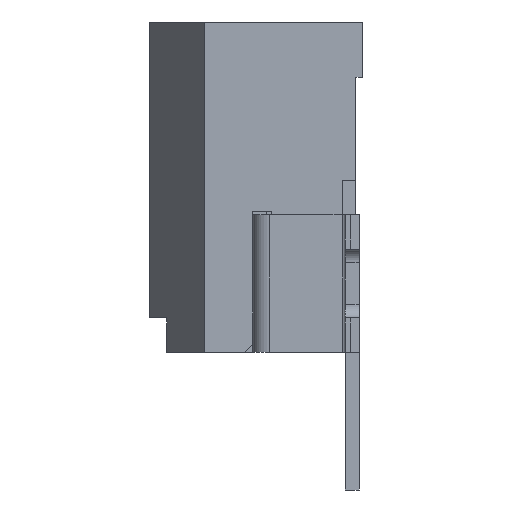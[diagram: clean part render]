
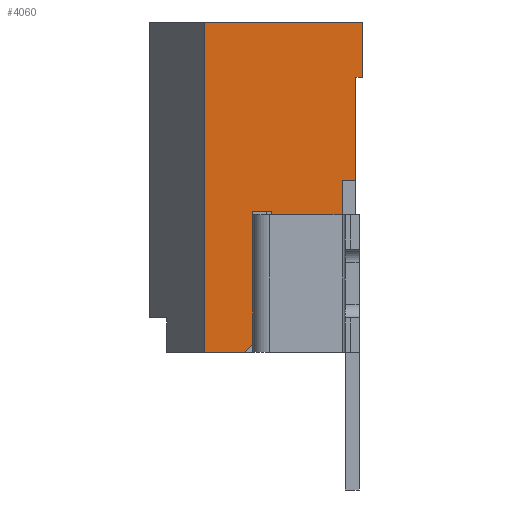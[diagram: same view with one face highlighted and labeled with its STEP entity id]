
A CAD part, left-side view. The second image highlights one B-rep face of the part: STEP entity #4060.
In plain terms, the highlighted planar face has unit normal (-1, 0, 0).
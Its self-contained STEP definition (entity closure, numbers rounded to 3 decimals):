
#1=DIRECTION('',(0.,0.,1.));
#2=VECTOR('',#1,0.05);
#3=CARTESIAN_POINT('',(-5.9,1.6,2.));
#4=LINE('',#3,#2);
#5=DIRECTION('',(0.,0.,1.));
#6=VECTOR('',#5,1.88);
#7=CARTESIAN_POINT('',(-5.9,1.6,0.12));
#8=LINE('',#7,#6);
#9=DIRECTION('',(0.,1.,0.));
#10=VECTOR('',#9,0.58);
#11=CARTESIAN_POINT('',(-5.9,1.72,0.));
#12=LINE('',#11,#10);
#13=DIRECTION('',(0.,0.,-1.));
#14=VECTOR('',#13,4.8);
#15=CARTESIAN_POINT('',(-5.9,2.3,4.8));
#16=LINE('',#15,#14);
#17=DIRECTION('',(0.,-1.,0.));
#18=VECTOR('',#17,2.3);
#19=CARTESIAN_POINT('',(-5.9,2.3,4.8));
#20=LINE('',#19,#18);
#21=DIRECTION('',(0.,0.,-1.));
#22=VECTOR('',#21,0.8);
#23=CARTESIAN_POINT('',(-5.9,0.,4.8));
#24=LINE('',#23,#22);
#25=DIRECTION('',(0.,1.,0.));
#26=VECTOR('',#25,0.1);
#27=CARTESIAN_POINT('',(-5.9,0.,4.));
#28=LINE('',#27,#26);
#29=DIRECTION('',(0.,0.,-1.));
#30=VECTOR('',#29,1.5);
#31=CARTESIAN_POINT('',(-5.9,0.1,4.));
#32=LINE('',#31,#30);
#33=DIRECTION('',(0.,1.,0.));
#34=VECTOR('',#33,0.2);
#35=CARTESIAN_POINT('',(-5.9,0.1,2.5));
#36=LINE('',#35,#34);
#37=DIRECTION('',(0.,0.,1.));
#38=VECTOR('',#37,2.5);
#39=CARTESIAN_POINT('',(-5.9,0.3,0.));
#40=LINE('',#39,#38);
#41=DIRECTION('',(0.,1.,0.));
#42=VECTOR('',#41,1.02);
#43=CARTESIAN_POINT('',(-5.9,0.3,0.));
#44=LINE('',#43,#42);
#45=DIRECTION('',(0.,0.,1.));
#46=VECTOR('',#45,2.05);
#47=CARTESIAN_POINT('',(-5.9,1.32,0.));
#48=LINE('',#47,#46);
#49=DIRECTION('',(0.,1.,0.));
#50=VECTOR('',#49,0.28);
#51=CARTESIAN_POINT('',(-5.9,1.32,2.05));
#52=LINE('',#51,#50);
#3005=DIRECTION('',(0.,-0.707,0.707));
#3006=VECTOR('',#3005,0.17);
#3007=CARTESIAN_POINT('',(-5.9,1.72,0.));
#3008=LINE('',#3007,#3006);
#3069=CARTESIAN_POINT('',(-5.9,0.,4.8));
#3070=CARTESIAN_POINT('',(-5.9,0.,4.));
#3071=VERTEX_POINT('',#3069);
#3072=VERTEX_POINT('',#3070);
#3073=CARTESIAN_POINT('',(-5.9,0.1,4.));
#3074=VERTEX_POINT('',#3073);
#3083=CARTESIAN_POINT('',(-5.9,2.3,4.8));
#3084=CARTESIAN_POINT('',(-5.9,2.3,0.));
#3085=VERTEX_POINT('',#3083);
#3086=VERTEX_POINT('',#3084);
#3165=CARTESIAN_POINT('',(-5.9,1.32,2.05));
#3166=CARTESIAN_POINT('',(-5.9,1.6,2.05));
#3167=VERTEX_POINT('',#3165);
#3168=VERTEX_POINT('',#3166);
#3169=CARTESIAN_POINT('',(-5.9,1.32,0.));
#3170=VERTEX_POINT('',#3169);
#3185=CARTESIAN_POINT('',(-5.9,1.72,0.));
#3187=VERTEX_POINT('',#3185);
#3223=CARTESIAN_POINT('',(-5.9,1.6,2.));
#3225=VERTEX_POINT('',#3223);
#3235=CARTESIAN_POINT('',(-5.9,1.6,0.12));
#3236=VERTEX_POINT('',#3235);
#3289=CARTESIAN_POINT('',(-5.9,0.1,2.5));
#3290=CARTESIAN_POINT('',(-5.9,0.3,2.5));
#3291=VERTEX_POINT('',#3289);
#3292=VERTEX_POINT('',#3290);
#3293=CARTESIAN_POINT('',(-5.9,0.3,0.));
#3294=VERTEX_POINT('',#3293);
#4025=CARTESIAN_POINT('',(-5.9,0.,0.));
#4026=DIRECTION('',(1.,0.,0.));
#4027=DIRECTION('',(0.,0.,-1.));
#4028=AXIS2_PLACEMENT_3D('',#4025,#4026,#4027);
#4029=PLANE('',#4028);
#4031=ORIENTED_EDGE('',*,*,#4030,.F.);
#4033=ORIENTED_EDGE('',*,*,#4032,.F.);
#4035=ORIENTED_EDGE('',*,*,#4034,.F.);
#4037=ORIENTED_EDGE('',*,*,#4036,.T.);
#4039=ORIENTED_EDGE('',*,*,#4038,.F.);
#4041=ORIENTED_EDGE('',*,*,#4040,.T.);
#4043=ORIENTED_EDGE('',*,*,#4042,.T.);
#4045=ORIENTED_EDGE('',*,*,#4044,.T.);
#4047=ORIENTED_EDGE('',*,*,#4046,.T.);
#4049=ORIENTED_EDGE('',*,*,#4048,.T.);
#4051=ORIENTED_EDGE('',*,*,#4050,.F.);
#4053=ORIENTED_EDGE('',*,*,#4052,.T.);
#4055=ORIENTED_EDGE('',*,*,#4054,.T.);
#4057=ORIENTED_EDGE('',*,*,#4056,.T.);
#4058=EDGE_LOOP('',(#4031,#4033,#4035,#4037,#4039,#4041,#4043,#4045,#4047,#4049,
#4051,#4053,#4055,#4057));
#4059=FACE_OUTER_BOUND('',#4058,.F.);
#4060=ADVANCED_FACE('',(#4059),#4029,.F.);
#4030=EDGE_CURVE('',#3225,#3168,#4,.T.);
#4032=EDGE_CURVE('',#3236,#3225,#8,.T.);
#4034=EDGE_CURVE('',#3187,#3236,#3008,.T.);
#4036=EDGE_CURVE('',#3187,#3086,#12,.T.);
#4038=EDGE_CURVE('',#3085,#3086,#16,.T.);
#4040=EDGE_CURVE('',#3085,#3071,#20,.T.);
#4042=EDGE_CURVE('',#3071,#3072,#24,.T.);
#4044=EDGE_CURVE('',#3072,#3074,#28,.T.);
#4046=EDGE_CURVE('',#3074,#3291,#32,.T.);
#4048=EDGE_CURVE('',#3291,#3292,#36,.T.);
#4050=EDGE_CURVE('',#3294,#3292,#40,.T.);
#4052=EDGE_CURVE('',#3294,#3170,#44,.T.);
#4054=EDGE_CURVE('',#3170,#3167,#48,.T.);
#4056=EDGE_CURVE('',#3167,#3168,#52,.T.);
